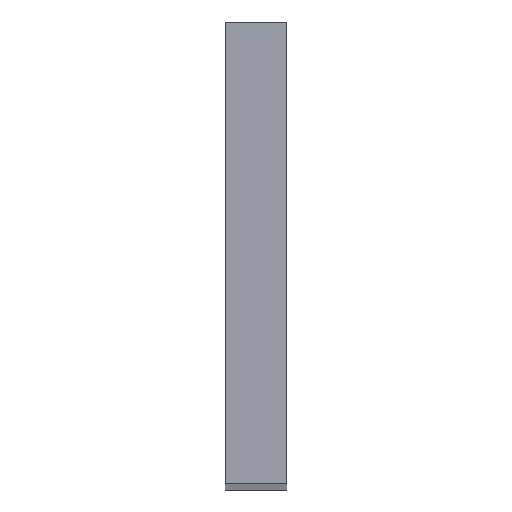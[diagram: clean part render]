
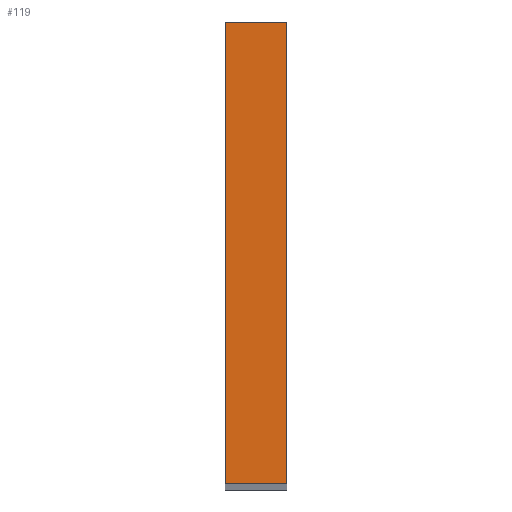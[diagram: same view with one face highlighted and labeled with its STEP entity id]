
A CAD part, top view. The second image highlights one B-rep face of the part: STEP entity #119.
In plain terms, the highlighted planar face has unit normal (0, 0, 1).
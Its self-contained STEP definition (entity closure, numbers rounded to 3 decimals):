
#6 = DIRECTION ( 'NONE',  ( 0., -1., 0. ) ) ;
#7 = AXIS2_PLACEMENT_3D ( 'NONE', #110, #209, #181 ) ;
#14 = LINE ( 'NONE', #38, #125 ) ;
#16 = DIRECTION ( 'NONE',  ( -1., 0., 0. ) ) ;
#19 = VERTEX_POINT ( 'NONE', #210 ) ;
#22 = CARTESIAN_POINT ( 'NONE',  ( 2., 15., 0. ) ) ;
#38 = CARTESIAN_POINT ( 'NONE',  ( 2., 0., 0. ) ) ;
#39 = EDGE_CURVE ( 'NONE', #183, #191, #14, .T. ) ;
#46 = CARTESIAN_POINT ( 'NONE',  ( 2., 0., 0. ) ) ;
#61 = FACE_OUTER_BOUND ( 'NONE', #172, .T. ) ;
#63 = VECTOR ( 'NONE', #96, 1000. ) ;
#88 = DIRECTION ( 'NONE',  ( -1., 0., 0. ) ) ;
#92 = ORIENTED_EDGE ( 'NONE', *, *, #39, .F. ) ;
#95 = CARTESIAN_POINT ( 'NONE',  ( 0., 0., 0. ) ) ;
#96 = DIRECTION ( 'NONE',  ( 0., -1., 0. ) ) ;
#97 = LINE ( 'NONE', #46, #139 ) ;
#99 = VECTOR ( 'NONE', #16, 1000. ) ;
#110 = CARTESIAN_POINT ( 'NONE',  ( 2., 0., 0. ) ) ;
#119 = ADVANCED_FACE ( 'NONE', ( #61 ), #143, .F. ) ;
#125 = VECTOR ( 'NONE', #88, 1000. ) ;
#130 = CARTESIAN_POINT ( 'NONE',  ( 0., 0., 0. ) ) ;
#138 = EDGE_CURVE ( 'NONE', #19, #191, #144, .T. ) ;
#139 = VECTOR ( 'NONE', #6, 1000. ) ;
#143 = PLANE ( 'NONE',  #7 ) ;
#144 = LINE ( 'NONE', #95, #63 ) ;
#172 = EDGE_LOOP ( 'NONE', ( #178, #92, #237, #179 ) ) ;
#178 = ORIENTED_EDGE ( 'NONE', *, *, #138, .T. ) ;
#179 = ORIENTED_EDGE ( 'NONE', *, *, #227, .T. ) ;
#181 = DIRECTION ( 'NONE',  ( -1., 0., 0. ) ) ;
#183 = VERTEX_POINT ( 'NONE', #213 ) ;
#187 = LINE ( 'NONE', #22, #99 ) ;
#191 = VERTEX_POINT ( 'NONE', #130 ) ;
#207 = EDGE_CURVE ( 'NONE', #234, #183, #97, .T. ) ;
#209 = DIRECTION ( 'NONE',  ( 0., 0., -1. ) ) ;
#210 = CARTESIAN_POINT ( 'NONE',  ( 0., 15., 0. ) ) ;
#213 = CARTESIAN_POINT ( 'NONE',  ( 2., 0., 0. ) ) ;
#214 = CARTESIAN_POINT ( 'NONE',  ( 2., 15., 0. ) ) ;
#227 = EDGE_CURVE ( 'NONE', #234, #19, #187, .T. ) ;
#234 = VERTEX_POINT ( 'NONE', #214 ) ;
#237 = ORIENTED_EDGE ( 'NONE', *, *, #207, .F. ) ;
